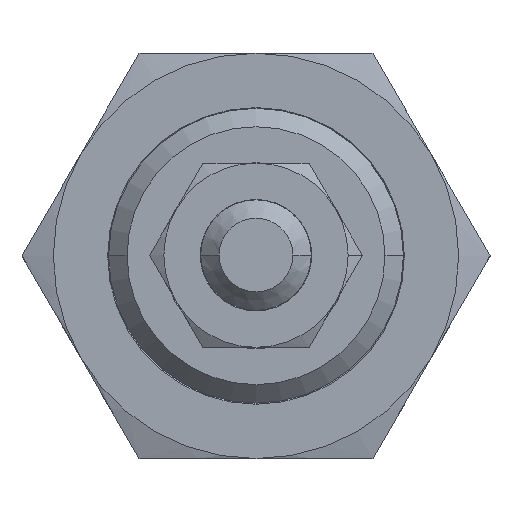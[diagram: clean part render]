
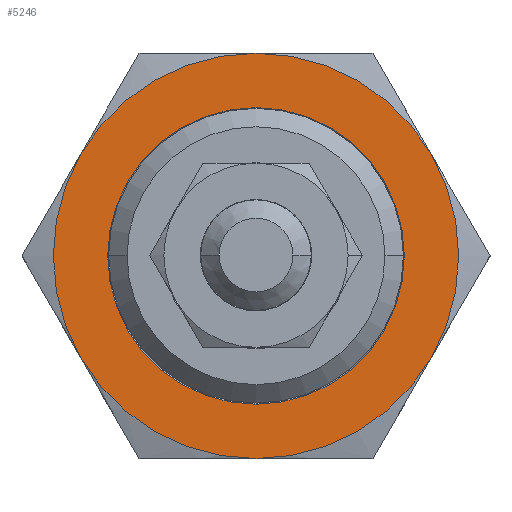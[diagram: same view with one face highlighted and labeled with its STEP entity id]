
A CAD part, top view. The second image highlights one B-rep face of the part: STEP entity #5246.
In plain terms, the highlighted planar face has unit normal (0, 0, 1).
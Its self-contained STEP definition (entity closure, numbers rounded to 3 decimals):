
#389 = DIRECTION ( 'NONE',  ( 0., 0., -1. ) ) ;
#510 = ORIENTED_EDGE ( 'NONE', *, *, #912, .T. ) ;
#541 = DIRECTION ( 'NONE',  ( -0.866, -0.5, 0. ) ) ;
#671 = ORIENTED_EDGE ( 'NONE', *, *, #4123, .F. ) ;
#707 = EDGE_CURVE ( 'NONE', #6989, #7226, #12027, .T. ) ;
#708 = AXIS2_PLACEMENT_3D ( 'NONE', #6315, #10056, #3921 ) ;
#766 = EDGE_CURVE ( 'NONE', #11346, #4081, #10662, .T. ) ;
#802 = DIRECTION ( 'NONE',  ( 0., 0., -1. ) ) ;
#809 = CIRCLE ( 'NONE', #5106, 11. ) ;
#852 = CARTESIAN_POINT ( 'NONE',  ( 0., 0., 139. ) ) ;
#877 = VERTEX_POINT ( 'NONE', #2827 ) ;
#912 = EDGE_CURVE ( 'NONE', #877, #5686, #11843, .T. ) ;
#1597 = VERTEX_POINT ( 'NONE', #6916 ) ;
#1641 = AXIS2_PLACEMENT_3D ( 'NONE', #3066, #5751, #7601 ) ;
#1704 = DIRECTION ( 'NONE',  ( -0.866, -0.5, 0. ) ) ;
#2109 = AXIS2_PLACEMENT_3D ( 'NONE', #852, #6471, #5490 ) ;
#2513 = PLANE ( 'NONE',  #9225 ) ;
#2789 = AXIS2_PLACEMENT_3D ( 'NONE', #8932, #3115, #541 ) ;
#2827 = CARTESIAN_POINT ( 'NONE',  ( 6.972, 4.025, 139. ) ) ;
#2865 = EDGE_CURVE ( 'NONE', #1597, #8896, #11108, .T. ) ;
#3066 = CARTESIAN_POINT ( 'NONE',  ( 0., 0., 139. ) ) ;
#3115 = DIRECTION ( 'NONE',  ( 0., 0., -1. ) ) ;
#3221 = CARTESIAN_POINT ( 'NONE',  ( 0., 0., 139. ) ) ;
#3548 = EDGE_LOOP ( 'NONE', ( #510, #7171 ) ) ;
#3572 = ORIENTED_EDGE ( 'NONE', *, *, #9197, .F. ) ;
#3921 = DIRECTION ( 'NONE',  ( -0.866, -0.5, 0. ) ) ;
#4081 = VERTEX_POINT ( 'NONE', #9008 ) ;
#4123 = EDGE_CURVE ( 'NONE', #8896, #6989, #8015, .T. ) ;
#4336 = CARTESIAN_POINT ( 'NONE',  ( 0., 0., 139. ) ) ;
#4520 = FACE_OUTER_BOUND ( 'NONE', #10349, .T. ) ;
#4929 = DIRECTION ( 'NONE',  ( 0., 0., -1. ) ) ;
#5089 = CARTESIAN_POINT ( 'NONE',  ( 0., 0., 139. ) ) ;
#5096 = EDGE_CURVE ( 'NONE', #4081, #1597, #809, .T. ) ;
#5106 = AXIS2_PLACEMENT_3D ( 'NONE', #5089, #389, #6067 ) ;
#5246 = ADVANCED_FACE ( 'NONE', ( #10897, #4520 ), #2513, .F. ) ;
#5490 = DIRECTION ( 'NONE',  ( -0.866, -0.5, 0. ) ) ;
#5686 = VERTEX_POINT ( 'NONE', #7153 ) ;
#5751 = DIRECTION ( 'NONE',  ( 0., 0., -1. ) ) ;
#6067 = DIRECTION ( 'NONE',  ( -0.866, -0.5, 0. ) ) ;
#6245 = DIRECTION ( 'NONE',  ( -0.866, -0.5, 0. ) ) ;
#6247 = ORIENTED_EDGE ( 'NONE', *, *, #766, .F. ) ;
#6292 = CIRCLE ( 'NONE', #2789, 8.05 ) ;
#6315 = CARTESIAN_POINT ( 'NONE',  ( 0., 0., 139. ) ) ;
#6471 = DIRECTION ( 'NONE',  ( 0., 0., -1. ) ) ;
#6744 = ORIENTED_EDGE ( 'NONE', *, *, #5096, .F. ) ;
#6916 = CARTESIAN_POINT ( 'NONE',  ( 0., 11., 139. ) ) ;
#6989 = VERTEX_POINT ( 'NONE', #7397 ) ;
#7153 = CARTESIAN_POINT ( 'NONE',  ( -6.972, -4.025, 139. ) ) ;
#7171 = ORIENTED_EDGE ( 'NONE', *, *, #8532, .T. ) ;
#7226 = VERTEX_POINT ( 'NONE', #8749 ) ;
#7287 = CARTESIAN_POINT ( 'NONE',  ( 0., 0., 139. ) ) ;
#7397 = CARTESIAN_POINT ( 'NONE',  ( 9.526, -5.5, 139. ) ) ;
#7427 = AXIS2_PLACEMENT_3D ( 'NONE', #4336, #10106, #1704 ) ;
#7601 = DIRECTION ( 'NONE',  ( -0.866, -0.5, 0. ) ) ;
#7743 = AXIS2_PLACEMENT_3D ( 'NONE', #3221, #4929, #8674 ) ;
#8015 = CIRCLE ( 'NONE', #7427, 11. ) ;
#8036 = CARTESIAN_POINT ( 'NONE',  ( 9.526, 5.5, 139. ) ) ;
#8105 = ORIENTED_EDGE ( 'NONE', *, *, #707, .F. ) ;
#8532 = EDGE_CURVE ( 'NONE', #5686, #877, #6292, .T. ) ;
#8674 = DIRECTION ( 'NONE',  ( -0.866, -0.5, 0. ) ) ;
#8749 = CARTESIAN_POINT ( 'NONE',  ( 0., -11., 139. ) ) ;
#8896 = VERTEX_POINT ( 'NONE', #8036 ) ;
#8932 = CARTESIAN_POINT ( 'NONE',  ( 0., 0., 139. ) ) ;
#9008 = CARTESIAN_POINT ( 'NONE',  ( -9.526, 5.5, 139. ) ) ;
#9197 = EDGE_CURVE ( 'NONE', #7226, #11346, #11026, .T. ) ;
#9225 = AXIS2_PLACEMENT_3D ( 'NONE', #7287, #802, #6245 ) ;
#9263 = ORIENTED_EDGE ( 'NONE', *, *, #2865, .F. ) ;
#10056 = DIRECTION ( 'NONE',  ( 0., 0., -1. ) ) ;
#10106 = DIRECTION ( 'NONE',  ( 0., 0., -1. ) ) ;
#10349 = EDGE_LOOP ( 'NONE', ( #6247, #3572, #8105, #671, #9263, #6744 ) ) ;
#10624 = CARTESIAN_POINT ( 'NONE',  ( 0., 0., 139. ) ) ;
#10662 = CIRCLE ( 'NONE', #7743, 11. ) ;
#10846 = DIRECTION ( 'NONE',  ( -0.866, -0.5, 0. ) ) ;
#10897 = FACE_BOUND ( 'NONE', #3548, .T. ) ;
#11026 = CIRCLE ( 'NONE', #1641, 11. ) ;
#11108 = CIRCLE ( 'NONE', #2109, 11. ) ;
#11346 = VERTEX_POINT ( 'NONE', #11899 ) ;
#11429 = DIRECTION ( 'NONE',  ( 0., 0., -1. ) ) ;
#11458 = AXIS2_PLACEMENT_3D ( 'NONE', #10624, #11429, #10846 ) ;
#11843 = CIRCLE ( 'NONE', #708, 8.05 ) ;
#11899 = CARTESIAN_POINT ( 'NONE',  ( -9.526, -5.5, 139. ) ) ;
#12027 = CIRCLE ( 'NONE', #11458, 11. ) ;
